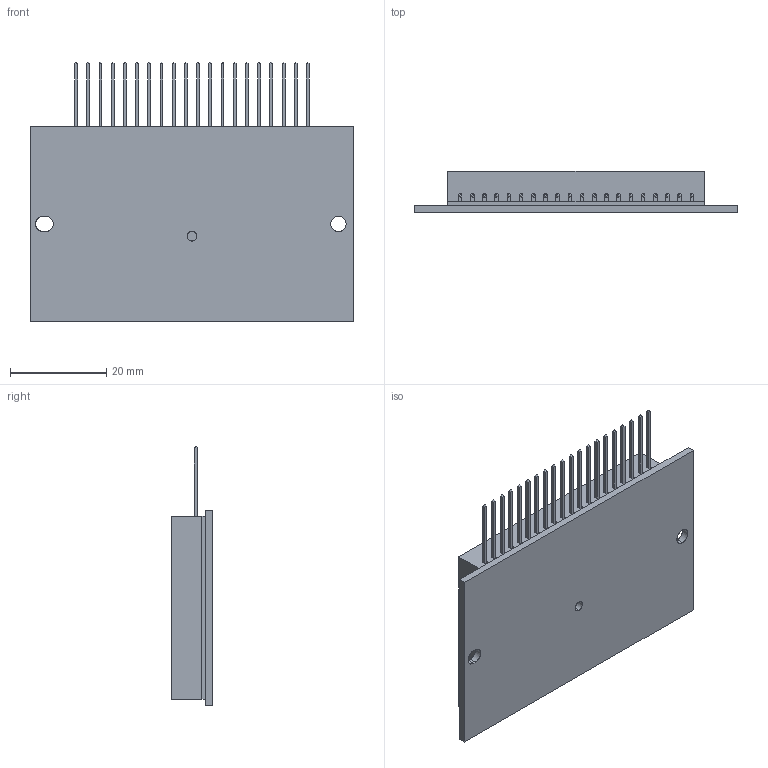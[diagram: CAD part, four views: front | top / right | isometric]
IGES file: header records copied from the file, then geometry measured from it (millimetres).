
Start section: SolidWorks IGES file using analytic representation for surfaces
Global section: file name: HTC1500-62000 & HTC3000-62000.IGS; native system: SolidWorks 2011; preprocessor: SolidWorks 2011; author: gniebel; date: 110516.111743; units: inch
Bounding box: 67.31 x 8.64 x 53.94 mm (x, y, z)
Surface area: 18512.1 mm2 (no closed solid volume)
Topology: 0 solids, 0 shells, 1563 faces, 10292 edges, 10292 vertices
Faces by surface type: bspline 1279, revolution 284
